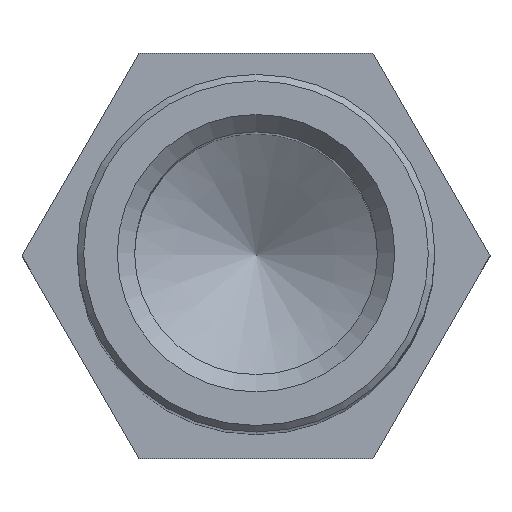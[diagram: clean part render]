
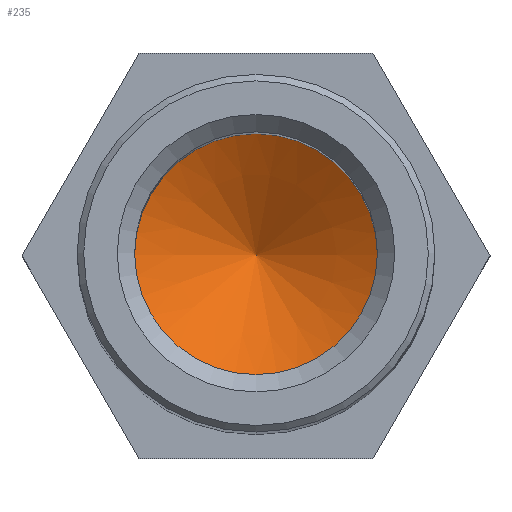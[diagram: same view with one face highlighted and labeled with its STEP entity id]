
A CAD part, top view. The second image highlights one B-rep face of the part: STEP entity #235.
In plain terms, the highlighted conical face has half-angle 59 degrees and reference radius 0.711 mm.
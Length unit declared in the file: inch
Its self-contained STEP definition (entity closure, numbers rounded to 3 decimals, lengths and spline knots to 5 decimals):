
#172=CARTESIAN_POINT('',(0.056,0.0,0.275));
#173=VERTEX_POINT('',#172);
#174=CARTESIAN_POINT('',(0.0,0.0,0.275));
#175=DIRECTION('',(0.0,0.0,1.0));
#176=DIRECTION('',(1.0,0.0,0.0));
#177=AXIS2_PLACEMENT_3D('',#174,#175,#176);
#178=CIRCLE('',#177,0.056);
#179=EDGE_CURVE('',#173,#173,#178,.T.);
#227=CARTESIAN_POINT('',(0.0,0.0,0.25818));
#228=DIRECTION('',(0.0,0.0,1.0));
#229=DIRECTION('',(1.0,0.0,0.0));
#230=AXIS2_PLACEMENT_3D('',#227,#228,#229);
#231=CONICAL_SURFACE('',#230,0.028,59.);
#232=ORIENTED_EDGE('',*,*,#179,.T.);
#233=EDGE_LOOP('',(#232));
#234=FACE_OUTER_BOUND('',#233,.T.);
#235=ADVANCED_FACE('',(#234),#231,.F.);
